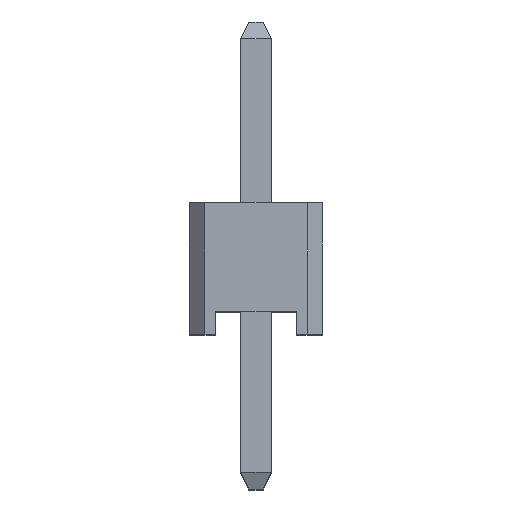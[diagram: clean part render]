
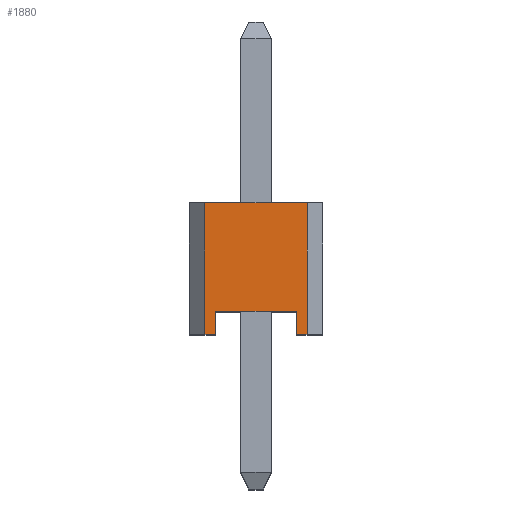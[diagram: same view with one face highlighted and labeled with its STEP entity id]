
A CAD part, top view. The second image highlights one B-rep face of the part: STEP entity #1880.
In plain terms, the highlighted planar face has unit normal (0, 0, 1).
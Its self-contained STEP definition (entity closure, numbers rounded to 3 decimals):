
#72 = VERTEX_POINT ( 'NONE', #2793 ) ;
#80 = EDGE_CURVE ( 'NONE', #5824, #3257, #4714, .T. ) ;
#90 = VERTEX_POINT ( 'NONE', #1163 ) ;
#124 = CARTESIAN_POINT ( 'NONE',  ( 0.3, 2.5, 10.16 ) ) ;
#144 = DIRECTION ( 'NONE',  ( 0., -1., 0. ) ) ;
#306 = CARTESIAN_POINT ( 'NONE',  ( 2.24, 2.5, 10.16 ) ) ;
#319 = FACE_OUTER_BOUND ( 'NONE', #563, .T. ) ;
#342 = ORIENTED_EDGE ( 'NONE', *, *, #5840, .T. ) ;
#563 = EDGE_LOOP ( 'NONE', ( #3981, #2393, #3338, #3954, #6329, #3303, #342, #1934 ) ) ;
#854 = EDGE_CURVE ( 'NONE', #5909, #1243, #1043, .T. ) ;
#1043 = LINE ( 'NONE', #4617, #5985 ) ;
#1163 = CARTESIAN_POINT ( 'NONE',  ( 0.3, 0., 10.16 ) ) ;
#1243 = VERTEX_POINT ( 'NONE', #306 ) ;
#1457 = VECTOR ( 'NONE', #144, 1000. ) ;
#1634 = LINE ( 'NONE', #124, #1457 ) ;
#1800 = CARTESIAN_POINT ( 'NONE',  ( 2.24, 0., 10.16 ) ) ;
#1880 = ADVANCED_FACE ( 'NONE', ( #319 ), #2574, .F. ) ;
#1934 = ORIENTED_EDGE ( 'NONE', *, *, #4275, .F. ) ;
#2302 = VERTEX_POINT ( 'NONE', #2492 ) ;
#2333 = DIRECTION ( 'NONE',  ( 0., -1., 0. ) ) ;
#2393 = ORIENTED_EDGE ( 'NONE', *, *, #4637, .T. ) ;
#2454 = DIRECTION ( 'NONE',  ( 0., -1., 0. ) ) ;
#2492 = CARTESIAN_POINT ( 'NONE',  ( 0.5, 0.44, 10.16 ) ) ;
#2506 = CARTESIAN_POINT ( 'NONE',  ( 0.3, 2.5, 10.16 ) ) ;
#2574 = PLANE ( 'NONE',  #6142 ) ;
#2610 = VECTOR ( 'NONE', #3841, 1000. ) ;
#2793 = CARTESIAN_POINT ( 'NONE',  ( 0.5, 0., 10.16 ) ) ;
#2804 = EDGE_CURVE ( 'NONE', #6551, #2302, #6007, .T. ) ;
#3257 = VERTEX_POINT ( 'NONE', #1800 ) ;
#3303 = ORIENTED_EDGE ( 'NONE', *, *, #6773, .T. ) ;
#3338 = ORIENTED_EDGE ( 'NONE', *, *, #80, .T. ) ;
#3413 = LINE ( 'NONE', #6885, #5344 ) ;
#3456 = CARTESIAN_POINT ( 'NONE',  ( 2.04, 0.44, 10.16 ) ) ;
#3678 = LINE ( 'NONE', #6174, #4931 ) ;
#3822 = VECTOR ( 'NONE', #2454, 1000. ) ;
#3833 = CARTESIAN_POINT ( 'NONE',  ( 2.24, 2.5, 10.16 ) ) ;
#3841 = DIRECTION ( 'NONE',  ( 1., 0., 0. ) ) ;
#3954 = ORIENTED_EDGE ( 'NONE', *, *, #5639, .F. ) ;
#3981 = ORIENTED_EDGE ( 'NONE', *, *, #2804, .F. ) ;
#4043 = CARTESIAN_POINT ( 'NONE',  ( 2.04, 0., 10.16 ) ) ;
#4080 = DIRECTION ( 'NONE',  ( 0., 0., -1. ) ) ;
#4187 = CARTESIAN_POINT ( 'NONE',  ( 0.3, 2.5, 10.16 ) ) ;
#4194 = VECTOR ( 'NONE', #2333, 1000. ) ;
#4220 = DIRECTION ( 'NONE',  ( 0., -1., 0. ) ) ;
#4248 = VECTOR ( 'NONE', #6772, 1000. ) ;
#4275 = EDGE_CURVE ( 'NONE', #2302, #72, #3413, .T. ) ;
#4571 = CARTESIAN_POINT ( 'NONE',  ( 0.5, 0.44, 10.16 ) ) ;
#4617 = CARTESIAN_POINT ( 'NONE',  ( 0.3, 2.5, 10.16 ) ) ;
#4637 = EDGE_CURVE ( 'NONE', #6551, #5824, #4669, .T. ) ;
#4669 = LINE ( 'NONE', #3456, #3822 ) ;
#4714 = LINE ( 'NONE', #5408, #2610 ) ;
#4931 = VECTOR ( 'NONE', #6714, 1000. ) ;
#5344 = VECTOR ( 'NONE', #4220, 1000. ) ;
#5408 = CARTESIAN_POINT ( 'NONE',  ( 0.3, 0., 10.16 ) ) ;
#5409 = CARTESIAN_POINT ( 'NONE',  ( 2.04, 0.44, 10.16 ) ) ;
#5639 = EDGE_CURVE ( 'NONE', #1243, #3257, #6529, .T. ) ;
#5695 = DIRECTION ( 'NONE',  ( 1., 0., 0. ) ) ;
#5824 = VERTEX_POINT ( 'NONE', #4043 ) ;
#5840 = EDGE_CURVE ( 'NONE', #90, #72, #3678, .T. ) ;
#5909 = VERTEX_POINT ( 'NONE', #2506 ) ;
#5985 = VECTOR ( 'NONE', #5695, 1000. ) ;
#6007 = LINE ( 'NONE', #4571, #4248 ) ;
#6142 = AXIS2_PLACEMENT_3D ( 'NONE', #4187, #4080, #6776 ) ;
#6174 = CARTESIAN_POINT ( 'NONE',  ( 0.3, 0., 10.16 ) ) ;
#6329 = ORIENTED_EDGE ( 'NONE', *, *, #854, .F. ) ;
#6529 = LINE ( 'NONE', #3833, #4194 ) ;
#6551 = VERTEX_POINT ( 'NONE', #5409 ) ;
#6714 = DIRECTION ( 'NONE',  ( 1., 0., 0. ) ) ;
#6772 = DIRECTION ( 'NONE',  ( -1., 0., 0. ) ) ;
#6773 = EDGE_CURVE ( 'NONE', #5909, #90, #1634, .T. ) ;
#6776 = DIRECTION ( 'NONE',  ( -1., 0., 0. ) ) ;
#6885 = CARTESIAN_POINT ( 'NONE',  ( 0.5, 0.44, 10.16 ) ) ;
